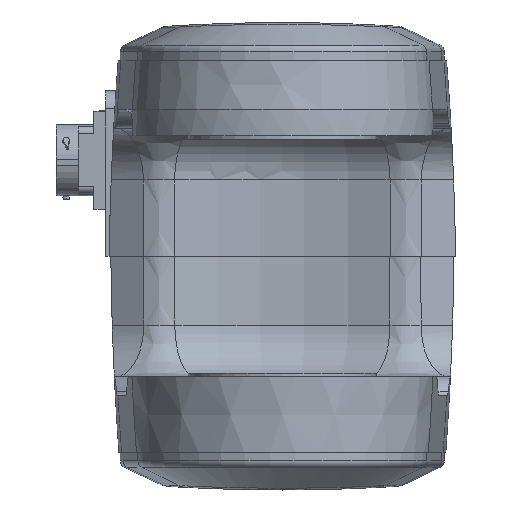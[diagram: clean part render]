
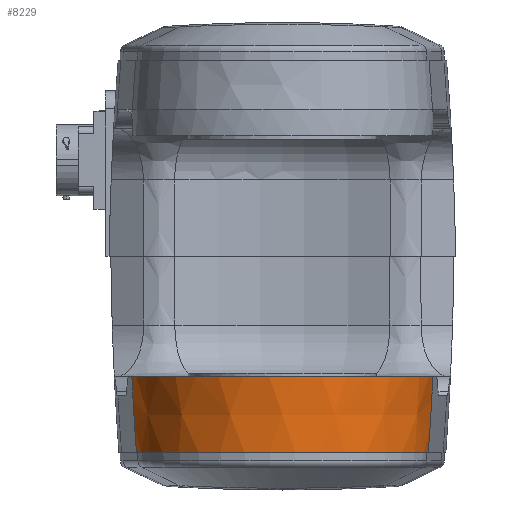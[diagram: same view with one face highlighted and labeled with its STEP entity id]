
A CAD part, left-side view. The second image highlights one B-rep face of the part: STEP entity #8229.
In plain terms, the highlighted free-form (B-spline) face has degree [2, 2] with [3, 5] control points.
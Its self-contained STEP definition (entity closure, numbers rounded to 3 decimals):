
#59=(
BOUNDED_SURFACE()
B_SPLINE_SURFACE(2,2,((#14042,#14043,#14044,#14045,#14046),(#14047,#14048,
#14049,#14050,#14051),(#14052,#14053,#14054,#14055,#14056)),
 .UNSPECIFIED.,.F.,.F.,.F.)
B_SPLINE_SURFACE_WITH_KNOTS((3,3),(3,2,3),(-0.074,-0.049),
(-1.485,0.,1.485),.UNSPECIFIED.)
GEOMETRIC_REPRESENTATION_ITEM()
RATIONAL_B_SPLINE_SURFACE(((1.,0.737,1.,0.737,1.),
(1.,0.737,1.,0.737,
1.),(1.,0.737,1.,0.737,1.)))
REPRESENTATION_ITEM('')
SURFACE()
);
#801=FACE_OUTER_BOUND('',#1316,.T.);
#1316=EDGE_LOOP('',(#5856,#5857,#5858,#5859));
#3051=CIRCLE('',#8818,40.08);
#3052=CIRCLE('',#8820,800.);
#3055=CIRCLE('',#8824,800.);
#3060=CIRCLE('',#8832,38.853);
#3509=VERTEX_POINT('',#13911);
#3510=VERTEX_POINT('',#13913);
#3513=VERTEX_POINT('',#13933);
#3522=VERTEX_POINT('',#13979);
#4389=EDGE_CURVE('',#3510,#3509,#3051,.T.);
#4393=EDGE_CURVE('',#3513,#3510,#3052,.T.);
#4404=EDGE_CURVE('',#3522,#3509,#3055,.T.);
#4417=EDGE_CURVE('',#3513,#3522,#3060,.T.);
#5856=ORIENTED_EDGE('',*,*,#4389,.T.);
#5857=ORIENTED_EDGE('',*,*,#4404,.F.);
#5858=ORIENTED_EDGE('',*,*,#4417,.F.);
#5859=ORIENTED_EDGE('',*,*,#4393,.T.);
#8229=ADVANCED_FACE('',(#801),#59,.F.);
#8818=AXIS2_PLACEMENT_3D('',#13914,#9912,#9913);
#8820=AXIS2_PLACEMENT_3D('',#13934,#9917,#9918);
#8824=AXIS2_PLACEMENT_3D('',#13981,#9929,#9930);
#8832=AXIS2_PLACEMENT_3D('',#14041,#9948,#9949);
#9912=DIRECTION('center_axis',(0.,0.,
-1.));
#9913=DIRECTION('ref_axis',(1.,0.,0.));
#9917=DIRECTION('center_axis',(-0.996,0.086,0.));
#9918=DIRECTION('ref_axis',(-0.086,-0.996,0.));
#9929=DIRECTION('center_axis',(0.996,0.086,0.));
#9930=DIRECTION('ref_axis',(-0.086,0.996,0.));
#9948=DIRECTION('center_axis',(0.,0.,
-1.));
#9949=DIRECTION('ref_axis',(1.,0.,0.));
#13911=CARTESIAN_POINT('',(460.525,697.336,-122.754));
#13913=CARTESIAN_POINT('',(460.525,617.473,-122.754));
#13914=CARTESIAN_POINT('Origin',(463.971,657.404,-122.754));
#13933=CARTESIAN_POINT('',(460.631,618.695,-142.754));
#13934=CARTESIAN_POINT('Origin',(529.215,1413.564,-83.773));
#13979=CARTESIAN_POINT('',(460.631,696.114,-142.754));
#13981=CARTESIAN_POINT('Origin',(529.215,-98.756,-83.773));
#14041=CARTESIAN_POINT('Origin',(463.971,657.404,-142.754));
#14042=CARTESIAN_POINT('Ctrl Pts',(460.631,696.114,-142.754));
#14043=CARTESIAN_POINT('Ctrl Pts',(425.117,693.05,-142.754));
#14044=CARTESIAN_POINT('Ctrl Pts',(425.117,657.404,-142.754));
#14045=CARTESIAN_POINT('Ctrl Pts',(425.117,621.759,-142.754));
#14046=CARTESIAN_POINT('Ctrl Pts',(460.631,618.695,-142.754));
#14047=CARTESIAN_POINT('Ctrl Pts',(460.567,696.85,-132.762));
#14048=CARTESIAN_POINT('Ctrl Pts',(424.379,693.727,-132.762));
#14049=CARTESIAN_POINT('Ctrl Pts',(424.379,657.404,-132.762));
#14050=CARTESIAN_POINT('Ctrl Pts',(424.379,621.081,-132.762));
#14051=CARTESIAN_POINT('Ctrl Pts',(460.567,617.959,-132.762));
#14052=CARTESIAN_POINT('Ctrl Pts',(460.525,697.336,-122.754));
#14053=CARTESIAN_POINT('Ctrl Pts',(423.89,694.175,-122.754));
#14054=CARTESIAN_POINT('Ctrl Pts',(423.89,657.404,-122.754));
#14055=CARTESIAN_POINT('Ctrl Pts',(423.89,620.634,-122.754));
#14056=CARTESIAN_POINT('Ctrl Pts',(460.525,617.473,-122.754));
